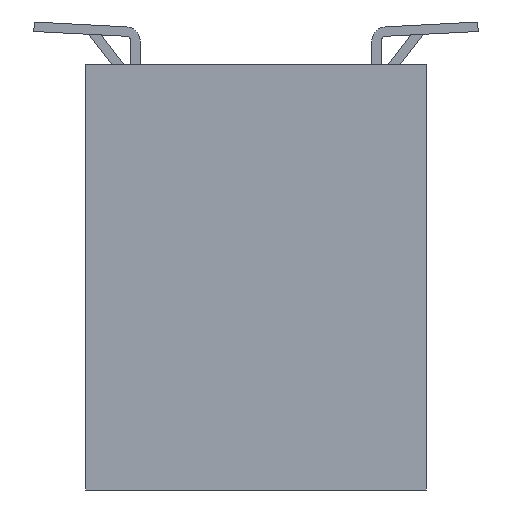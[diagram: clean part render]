
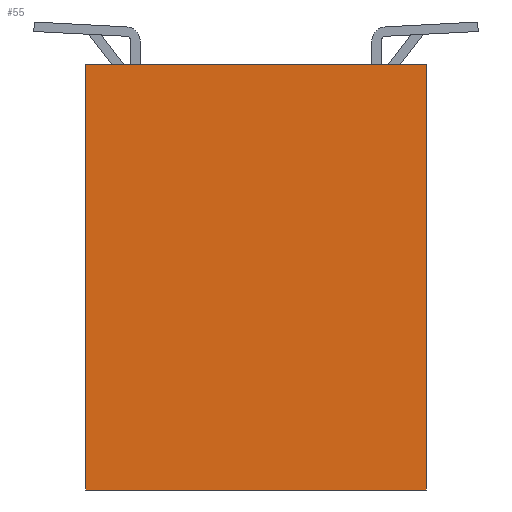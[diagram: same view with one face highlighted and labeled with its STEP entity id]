
A CAD part, left-side view. The second image highlights one B-rep face of the part: STEP entity #55.
In plain terms, the highlighted planar face has unit normal (-1, 0, 0).
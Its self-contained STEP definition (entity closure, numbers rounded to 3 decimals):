
#55=ADVANCED_FACE('',(#849),#850,.T.);
#849=FACE_OUTER_BOUND('',#2408,.T.);
#850=PLANE('',#2409);
#2408=EDGE_LOOP('',(#4565,#4566,#4567,#4568));
#2409=AXIS2_PLACEMENT_3D('',#4569,#4570,#4571);
#4565=ORIENTED_EDGE('',*,*,#11068,.T.);
#4566=ORIENTED_EDGE('',*,*,#11069,.T.);
#4567=ORIENTED_EDGE('',*,*,#11070,.F.);
#4568=ORIENTED_EDGE('',*,*,#10498,.F.);
#4569=CARTESIAN_POINT('',(-7.3,-3.6,0.0));
#4570=DIRECTION('',(-1.0,0.0,0.0));
#4571=DIRECTION('',(0.0,0.0,1.0));
#10498=EDGE_CURVE('',#12609,#12611,#12612,.T.);
#11068=EDGE_CURVE('',#12609,#13745,#13747,.T.);
#11069=EDGE_CURVE('',#13745,#13748,#13749,.T.);
#11070=EDGE_CURVE('',#12611,#13748,#13750,.T.);
#12609=VERTEX_POINT('',#16118);
#12611=VERTEX_POINT('',#16121);
#12612=LINE('',#16122,#16123);
#13745=VERTEX_POINT('',#17883);
#13747=LINE('',#17886,#17887);
#13748=VERTEX_POINT('',#17888);
#13749=LINE('',#17889,#17890);
#13750=LINE('',#17891,#17892);
#16118=CARTESIAN_POINT('',(-7.3,-3.6,0.0));
#16121=CARTESIAN_POINT('',(-7.3,3.6,0.0));
#16122=CARTESIAN_POINT('',(-7.3,-3.6,0.0));
#16123=VECTOR('',#21805,7.2);
#17883=CARTESIAN_POINT('',(-7.3,-3.6,9.0));
#17886=CARTESIAN_POINT('',(-7.3,-3.6,0.0));
#17887=VECTOR('',#22359,9.0);
#17888=CARTESIAN_POINT('',(-7.3,3.6,9.0));
#17889=CARTESIAN_POINT('',(-7.3,-3.6,9.0));
#17890=VECTOR('',#22360,7.2);
#17891=CARTESIAN_POINT('',(-7.3,3.6,0.0));
#17892=VECTOR('',#22361,9.0);
#21805=DIRECTION('',(0.0,1.0,0.0));
#22359=DIRECTION('',(0.0,0.0,1.0));
#22360=DIRECTION('',(0.0,1.0,0.0));
#22361=DIRECTION('',(0.0,0.0,1.0));
